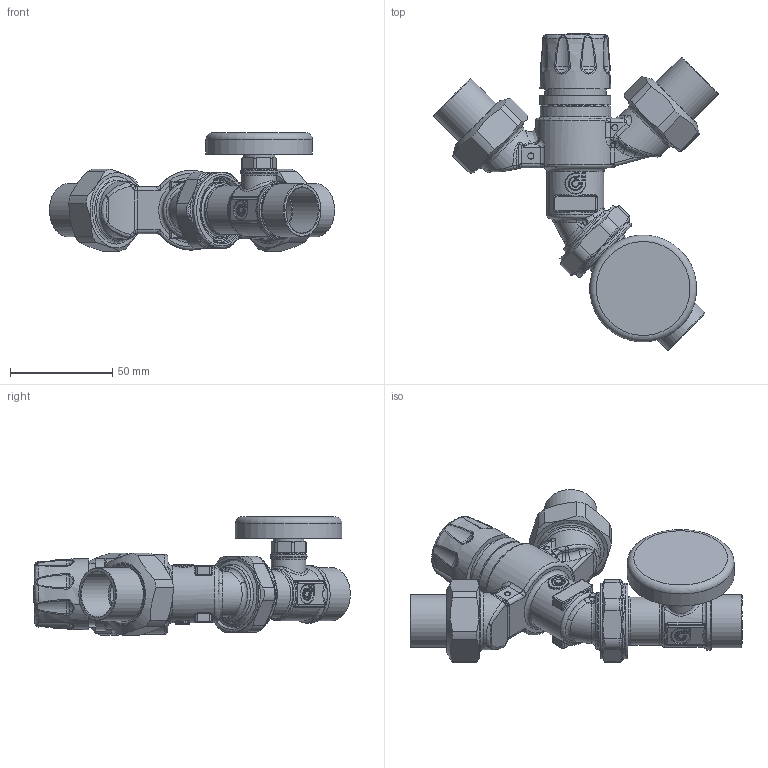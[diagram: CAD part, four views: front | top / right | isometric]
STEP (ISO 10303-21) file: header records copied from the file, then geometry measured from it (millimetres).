
FILE_DESCRIPTION(/* description */ (''),/* implementation_level */ '2;1');
FILE_NAME(/* name */ '520519A.stp',/* time_stamp */ '2025-06-25T15:28:06-05:00',/* author */ ('ischreiner'),/* organization */ (''),/* preprocessor_version */ 'ST-DEVELOPER v20',/* originating_system */ 'Autodesk Inventor 2024',/* authorisation */ '');
FILE_SCHEMA (('AUTOMOTIVE_DESIGN { 1 0 10303 214 3 1 1 }'));
Products named in the file (10): 520519A; 520051 body; NA10003; F61008 - 1 inch union nut; NA10056; F0002468 probe asm 0.75 inch; NA10055; F0002386 drywell tin plated; F0000698 1 inch slip nut; NA11031 Temp Gauge
Assembly tree (11 placements, depth 4):
  520519A
    520051 body
    NA10003  x2
    F61008 - 1 inch union nut  x2
    NA10056
      F0002468 probe asm 0.75 inch
        NA10055
        F0002386 drywell tin plated
      F0000698 1 inch slip nut
      NA11031 Temp Gauge
Bounding box: 139.64 x 154.97 x 57.97 mm (x, y, z)
Volume: 192427.5 mm3; surface area: 63474.5 mm2
Topology: 10 solids, 10 shells, 1431 faces, 3298 edges, 1793 vertices
Faces by surface type: cylinder 453, bspline 404, plane 228, torus 159, sphere 112, cone 75
Full cylindrical faces by diameter (mm): 3 x2, 9.017 x1, 10.008 x1, 11.176 x1, 11.227 x1, 11.43 x1, 11.5 x1, 12.954 x1, 13.5 x1, 13.6 x1, 15.24 x1, 15.875 x1, 17 x1, 18 x1, 19 x1, 20.015 x2, 21 x1, 22.35 x1, 22.352 x2, 23.5 x1, 24 x1, 25.984 x2, 26 x1, 26.924 x2, 27.7 x1, 28 x2, 28.5 x1, 29.6 x1, 29.794 x2, 30.302 x2
Entity records: 78228 total; most frequent: CARTESIAN_POINT 49103, ORIENTED_EDGE 6172, DIRECTION 5709, EDGE_CURVE 3086, AXIS2_PLACEMENT_3D 2445, VERTEX_POINT 1742, EDGE_LOOP 1446, FACE_OUTER_BOUND 1398
